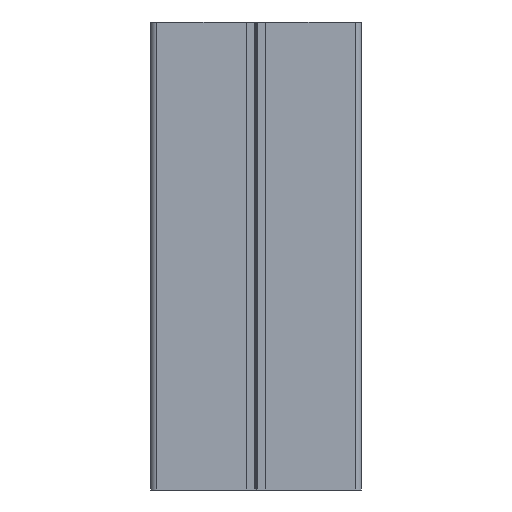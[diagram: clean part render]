
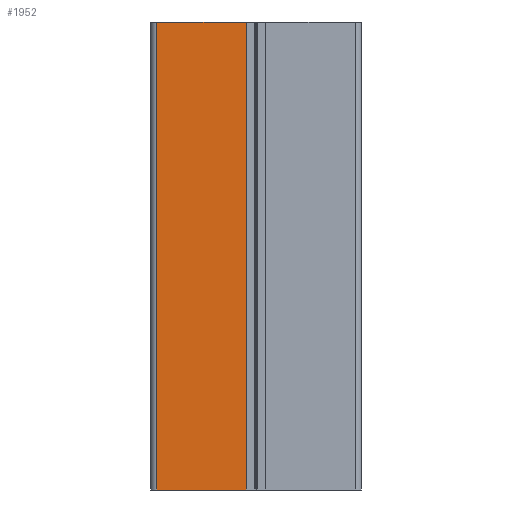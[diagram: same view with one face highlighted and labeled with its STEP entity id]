
A CAD part, left-side view. The second image highlights one B-rep face of the part: STEP entity #1952.
In plain terms, the highlighted planar face has unit normal (-1, 0, 0).
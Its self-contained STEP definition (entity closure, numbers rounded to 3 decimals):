
#4 = CARTESIAN_POINT ( 'NONE',  ( -9.5, 42.5, 0. ) ) ;
#17 = VECTOR ( 'NONE', #84, 1000. ) ;
#23 = LINE ( 'NONE', #2433, #17 ) ;
#30 = DIRECTION ( 'NONE',  ( 0., -1., 0. ) ) ;
#84 = DIRECTION ( 'NONE',  ( 0., -1., 0. ) ) ;
#245 = CARTESIAN_POINT ( 'NONE',  ( -9.5, 4.1, 0. ) ) ;
#300 = VECTOR ( 'NONE', #948, 1000. ) ;
#345 = LINE ( 'NONE', #920, #300 ) ;
#353 = VECTOR ( 'NONE', #454, 1000. ) ;
#364 = LINE ( 'NONE', #679, #353 ) ;
#440 = AXIS2_PLACEMENT_3D ( 'NONE', #1588, #1575, #1567 ) ;
#454 = DIRECTION ( 'NONE',  ( 0., 0., -1. ) ) ;
#561 = VECTOR ( 'NONE', #30, 1000. ) ;
#593 = LINE ( 'NONE', #4, #561 ) ;
#679 = CARTESIAN_POINT ( 'NONE',  ( -9.5, 42.5, 200. ) ) ;
#920 = CARTESIAN_POINT ( 'NONE',  ( -9.5, 4.1, 200. ) ) ;
#948 = DIRECTION ( 'NONE',  ( 0., 0., -1. ) ) ;
#1104 = VERTEX_POINT ( 'NONE', #2051 ) ;
#1567 = DIRECTION ( 'NONE',  ( 0., 0., -1. ) ) ;
#1575 = DIRECTION ( 'NONE',  ( 1., 0., 0. ) ) ;
#1588 = CARTESIAN_POINT ( 'NONE',  ( -9.5, 42.5, 200. ) ) ;
#1596 = EDGE_LOOP ( 'NONE', ( #1631, #1792, #2708, #1691 ) ) ;
#1611 = PLANE ( 'NONE',  #440 ) ;
#1631 = ORIENTED_EDGE ( 'NONE', *, *, #3079, .T. ) ;
#1691 = ORIENTED_EDGE ( 'NONE', *, *, #3216, .T. ) ;
#1792 = ORIENTED_EDGE ( 'NONE', *, *, #3235, .F. ) ;
#1863 = FACE_OUTER_BOUND ( 'NONE', #1596, .T. ) ;
#1952 = ADVANCED_FACE ( 'NONE', ( #1863 ), #1611, .F. ) ;
#2051 = CARTESIAN_POINT ( 'NONE',  ( -9.5, 42.5, 0. ) ) ;
#2184 = VERTEX_POINT ( 'NONE', #245 ) ;
#2409 = VERTEX_POINT ( 'NONE', #3320 ) ;
#2433 = CARTESIAN_POINT ( 'NONE',  ( -9.5, 42.5, 200. ) ) ;
#2708 = ORIENTED_EDGE ( 'NONE', *, *, #3428, .F. ) ;
#3079 = EDGE_CURVE ( 'NONE', #1104, #2184, #593, .T. ) ;
#3216 = EDGE_CURVE ( 'NONE', #2409, #1104, #364, .T. ) ;
#3235 = EDGE_CURVE ( 'NONE', #3764, #2184, #345, .T. ) ;
#3320 = CARTESIAN_POINT ( 'NONE',  ( -9.5, 42.5, 200. ) ) ;
#3428 = EDGE_CURVE ( 'NONE', #2409, #3764, #23, .T. ) ;
#3596 = CARTESIAN_POINT ( 'NONE',  ( -9.5, 4.1, 200. ) ) ;
#3764 = VERTEX_POINT ( 'NONE', #3596 ) ;
